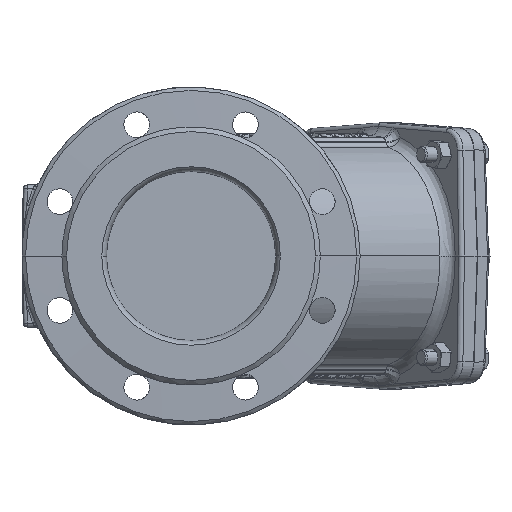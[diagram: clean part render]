
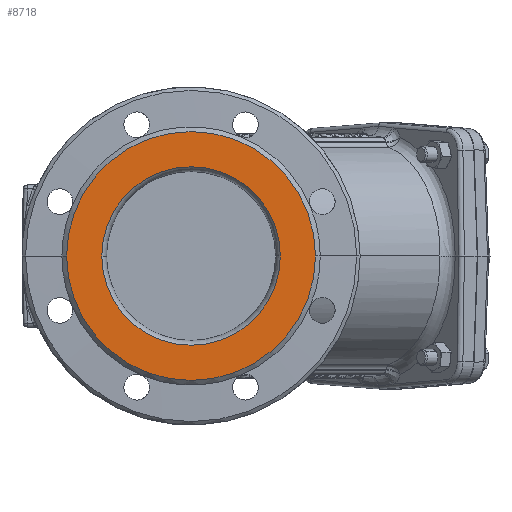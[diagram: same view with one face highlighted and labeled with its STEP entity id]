
A CAD part, front view. The second image highlights one B-rep face of the part: STEP entity #8718.
In plain terms, the highlighted planar face has unit normal (0, -1, 0).
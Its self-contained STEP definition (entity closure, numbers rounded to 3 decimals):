
#841 = EDGE_CURVE ( 'NONE', #139292, #69496, #133007, .T. ) ;
#4654 = DIRECTION ( 'NONE',  ( -1., 0., 0. ) ) ;
#8718 = ADVANCED_FACE ( 'NONE', ( #10931, #77887 ), #11185, .F. ) ;
#10763 = EDGE_CURVE ( 'NONE', #150132, #22944, #68371, .T. ) ;
#10931 = FACE_BOUND ( 'NONE', #49287, .T. ) ;
#11185 = PLANE ( 'NONE',  #100183 ) ;
#19097 = CARTESIAN_POINT ( 'NONE',  ( 0., -175., 0. ) ) ;
#22944 = VERTEX_POINT ( 'NONE', #56464 ) ;
#24087 = CARTESIAN_POINT ( 'NONE',  ( 92., -175., 0. ) ) ;
#24282 = DIRECTION ( 'NONE',  ( -1., 0., 0. ) ) ;
#25867 = AXIS2_PLACEMENT_3D ( 'NONE', #101239, #128071, #140383 ) ;
#26394 = DIRECTION ( 'NONE',  ( 0., 1., 0. ) ) ;
#36965 = DIRECTION ( 'NONE',  ( -1., 0., 0. ) ) ;
#38899 = DIRECTION ( 'NONE',  ( 0., 1., 0. ) ) ;
#41816 = AXIS2_PLACEMENT_3D ( 'NONE', #19097, #87489, #114370 ) ;
#49287 = EDGE_LOOP ( 'NONE', ( #131197, #129702 ) ) ;
#53245 = EDGE_LOOP ( 'NONE', ( #126461, #159999 ) ) ;
#53349 = CARTESIAN_POINT ( 'NONE',  ( 66., -175., 0. ) ) ;
#56464 = CARTESIAN_POINT ( 'NONE',  ( -92., -175., 0. ) ) ;
#68371 = CIRCLE ( 'NONE', #167415, 92. ) ;
#69496 = VERTEX_POINT ( 'NONE', #162606 ) ;
#69522 = DIRECTION ( 'NONE',  ( 0., 1., 0. ) ) ;
#77887 = FACE_OUTER_BOUND ( 'NONE', #53245, .T. ) ;
#87489 = DIRECTION ( 'NONE',  ( 0., 1., 0. ) ) ;
#89764 = CARTESIAN_POINT ( 'NONE',  ( 0., -175., 0. ) ) ;
#100183 = AXIS2_PLACEMENT_3D ( 'NONE', #24087, #26394, #36965 ) ;
#101239 = CARTESIAN_POINT ( 'NONE',  ( 0., -175., 0. ) ) ;
#114370 = DIRECTION ( 'NONE',  ( -1., 0., 0. ) ) ;
#115734 = CIRCLE ( 'NONE', #137605, 92. ) ;
#120601 = CIRCLE ( 'NONE', #41816, 66. ) ;
#122749 = EDGE_CURVE ( 'NONE', #22944, #150132, #115734, .T. ) ;
#126461 = ORIENTED_EDGE ( 'NONE', *, *, #122749, .F. ) ;
#128071 = DIRECTION ( 'NONE',  ( 0., 1., 0. ) ) ;
#129702 = ORIENTED_EDGE ( 'NONE', *, *, #841, .T. ) ;
#131197 = ORIENTED_EDGE ( 'NONE', *, *, #136311, .T. ) ;
#133007 = CIRCLE ( 'NONE', #25867, 66. ) ;
#136311 = EDGE_CURVE ( 'NONE', #69496, #139292, #120601, .T. ) ;
#137605 = AXIS2_PLACEMENT_3D ( 'NONE', #89764, #38899, #24282 ) ;
#139292 = VERTEX_POINT ( 'NONE', #53349 ) ;
#140383 = DIRECTION ( 'NONE',  ( -1., 0., 0. ) ) ;
#150132 = VERTEX_POINT ( 'NONE', #151856 ) ;
#151856 = CARTESIAN_POINT ( 'NONE',  ( 92., -175., 0. ) ) ;
#151940 = CARTESIAN_POINT ( 'NONE',  ( 0., -175., 0. ) ) ;
#159999 = ORIENTED_EDGE ( 'NONE', *, *, #10763, .F. ) ;
#162606 = CARTESIAN_POINT ( 'NONE',  ( -66., -175., 0. ) ) ;
#167415 = AXIS2_PLACEMENT_3D ( 'NONE', #151940, #69522, #4654 ) ;
